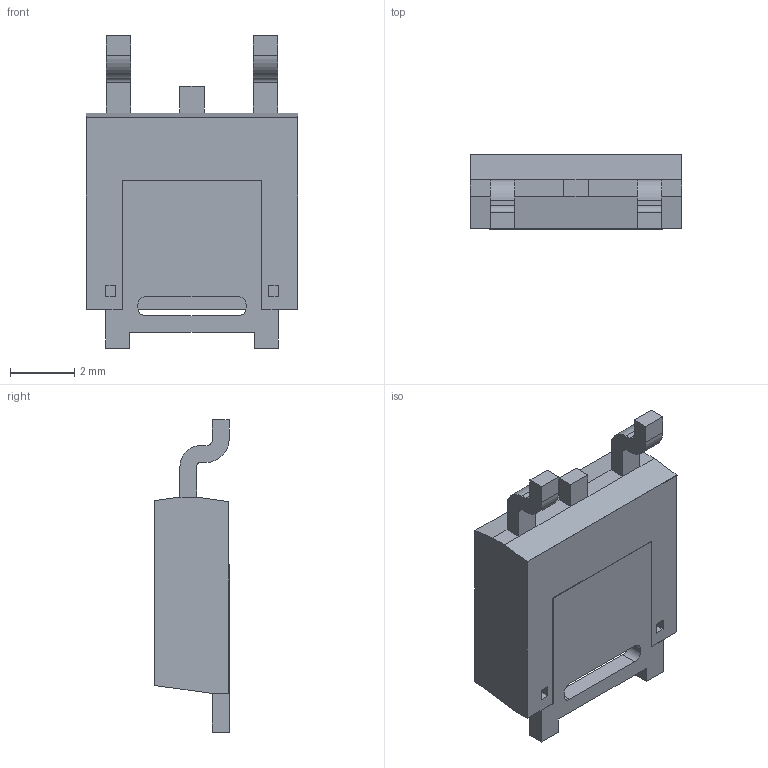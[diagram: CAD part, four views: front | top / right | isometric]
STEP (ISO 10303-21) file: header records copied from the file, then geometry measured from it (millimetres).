
FILE_DESCRIPTION (( 'STEP AP214' ), '1' );
FILE_NAME ('784E91F2-D958-4F36-80D1-C0756284126D.STEP', '2023-12-17T17:43:19', ( '' ), ( '' ), 'SwSTEP 2.0', 'SolidWorks 2022', '' );
FILE_SCHEMA (( 'AUTOMOTIVE_DESIGN' ));
Length unit declared in the file: millimetre
Products named in the file (1): 784E91F2-D958-4F36-80D1-C0756284126D
Bounding box: 6.58 x 2.31 x 9.7 mm (x, y, z)
Volume: 94 mm3; surface area: 167.9 mm2
Topology: 1 solids, 1 shells, 81 faces, 213 edges, 136 vertices
Faces by surface type: plane 67, cylinder 14
Entity records: 3382 total; most frequent: CARTESIAN_POINT 431, ORIENTED_EDGE 426, DIRECTION 407, EDGE_CURVE 213, LINE 183, VECTOR 183, VERTEX_POINT 136, AXIS2_PLACEMENT_3D 112
